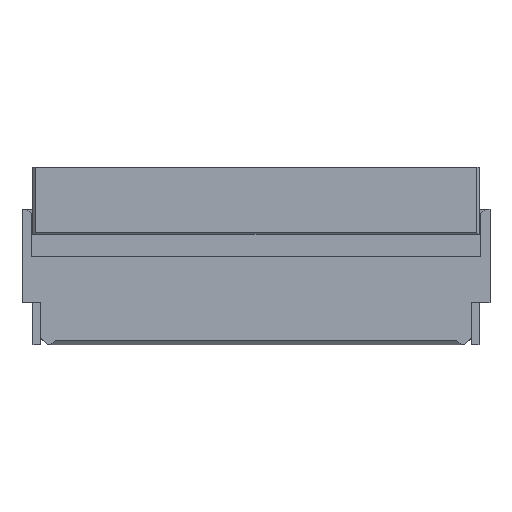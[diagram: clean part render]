
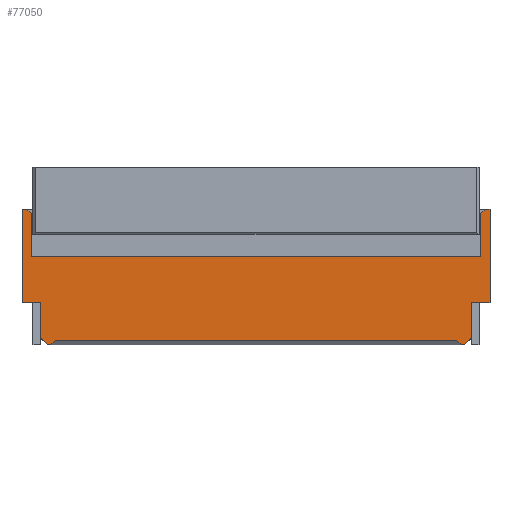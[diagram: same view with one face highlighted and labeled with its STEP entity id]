
A CAD part, top view. The second image highlights one B-rep face of the part: STEP entity #77050.
In plain terms, the highlighted planar face has unit normal (0, 0, 1).
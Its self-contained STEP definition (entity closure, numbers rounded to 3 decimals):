
#100=CARTESIAN_POINT('',(-4.9,1.,1.));
#110=VERTEX_POINT('',#100);
#360=CARTESIAN_POINT('',(-4.8,0.9,1.));
#370=VERTEX_POINT('',#360);
#400=CARTESIAN_POINT('',(12.,-15.9,1.));
#410=DIRECTION('',(-0.707,0.707,0.));
#420=VECTOR('',#410,1.);
#430=LINE('',#400,#420);
#440=EDGE_CURVE('',#370,#110,#430,.T.);
#2820=CARTESIAN_POINT('',(-4.8,-0.02,1.));
#2830=VERTEX_POINT('',#2820);
#2860=CARTESIAN_POINT('',(-4.8,0.695,1.));
#2870=DIRECTION('',(0.,1.,0.));
#2880=VECTOR('',#2870,1.);
#2890=LINE('',#2860,#2880);
#2900=EDGE_CURVE('',#2830,#370,#2890,.T.);
#5880=CARTESIAN_POINT('',(12.,1.,1.));
#5890=DIRECTION('',(-1.,0.,0.));
#5900=VECTOR('',#5890,1.);
#5910=LINE('',#5880,#5900);
#5920=CARTESIAN_POINT('',(-5.,1.,1.));
#5930=VERTEX_POINT('',#5920);
#5940=EDGE_CURVE('',#110,#5930,#5910,.T.);
#14940=CARTESIAN_POINT('',(-4.453,-1.9,1.));
#14950=VERTEX_POINT('',#14940);
#15110=CARTESIAN_POINT('',(-4.603,-1.75,1.));
#15120=VERTEX_POINT('',#15110);
#15150=CARTESIAN_POINT('',(-7.047,0.695,1.));
#15160=DIRECTION('',(0.707,-0.707,
0.));
#15170=VECTOR('',#15160,1.);
#15180=LINE('',#15150,#15170);
#15190=EDGE_CURVE('',#15120,#14950,#15180,.T.);
#17140=CARTESIAN_POINT('',(4.285,-1.8,1.));
#17150=VERTEX_POINT('',#17140);
#17180=CARTESIAN_POINT('',(1.79,0.695,
1.));
#17190=DIRECTION('',(-0.707,0.707,
0.));
#17200=VECTOR('',#17190,1.);
#17210=LINE('',#17180,#17200);
#17220=CARTESIAN_POINT('',(4.385,-1.9,1.));
#17230=VERTEX_POINT('',#17220);
#17240=EDGE_CURVE('',#17230,#17150,#17210,.T.);
#21600=CARTESIAN_POINT('',(-4.385,-1.9,1.));
#21610=VERTEX_POINT('',#21600);
#21640=CARTESIAN_POINT('',(-1.79,0.695,1.));
#21650=DIRECTION('',(0.707,0.707,
0.));
#21660=VECTOR('',#21650,1.);
#21670=LINE('',#21640,#21660);
#21680=CARTESIAN_POINT('',(-4.285,-1.8,1.));
#21690=VERTEX_POINT('',#21680);
#21700=EDGE_CURVE('',#21610,#21690,#21670,.T.);
#22190=CARTESIAN_POINT('',(-4.603,-1.,1.));
#22200=VERTEX_POINT('',#22190);
#22230=CARTESIAN_POINT('',(-4.603,0.695,1.));
#22240=DIRECTION('',(0.,1.,0.));
#22250=VECTOR('',#22240,1.);
#22260=LINE('',#22230,#22250);
#22270=EDGE_CURVE('',#15120,#22200,#22260,.T.);
#22800=CARTESIAN_POINT('',(-5.,-1.,1.));
#22810=VERTEX_POINT('',#22800);
#22840=CARTESIAN_POINT('',(12.,-1.,1.));
#22850=DIRECTION('',(1.,0.,0.));
#22860=VECTOR('',#22850,1.);
#22870=LINE('',#22840,#22860);
#22880=EDGE_CURVE('',#22810,#22200,#22870,.T.);
#28780=CARTESIAN_POINT('',(-5.,0.695,1.));
#28790=DIRECTION('',(0.,1.,0.));
#28800=VECTOR('',#28790,1.);
#28810=LINE('',#28780,#28800);
#28820=EDGE_CURVE('',#22810,#5930,#28810,.T.);
#42620=CARTESIAN_POINT('',(4.8,-0.02,1.));
#42630=VERTEX_POINT('',#42620);
#42660=CARTESIAN_POINT('',(3.,-0.02,1.));
#42670=DIRECTION('',(1.,0.,0.));
#42680=VECTOR('',#42670,1.);
#42690=LINE('',#42660,#42680);
#42700=EDGE_CURVE('',#2830,#42630,#42690,.T.);
#49980=CARTESIAN_POINT('',(6.,-1.8,1.));
#49990=DIRECTION('',(1.,0.,0.));
#50000=VECTOR('',#49990,1.);
#50010=LINE('',#49980,#50000);
#50020=EDGE_CURVE('',#21690,#17150,#50010,.T.);
#64470=CARTESIAN_POINT('',(7.047,0.695,
1.));
#64480=DIRECTION('',(-0.707,-0.707,
0.));
#64490=VECTOR('',#64480,1.);
#64500=LINE('',#64470,#64490);
#64510=CARTESIAN_POINT('',(4.603,-1.75,1.));
#64520=VERTEX_POINT('',#64510);
#64530=CARTESIAN_POINT('',(4.453,-1.9,1.));
#64540=VERTEX_POINT('',#64530);
#64550=EDGE_CURVE('',#64520,#64540,#64500,.T.);
#66880=CARTESIAN_POINT('',(4.603,0.695,1.));
#66890=DIRECTION('',(0.,1.,0.));
#66900=VECTOR('',#66890,1.);
#66910=LINE('',#66880,#66900);
#66920=CARTESIAN_POINT('',(4.603,-1.,1.));
#66930=VERTEX_POINT('',#66920);
#66940=EDGE_CURVE('',#64520,#66930,#66910,.T.);
#67440=CARTESIAN_POINT('',(-12.,-1.,1.));
#67450=DIRECTION('',(-1.,0.,0.));
#67460=VECTOR('',#67450,1.);
#67470=LINE('',#67440,#67460);
#67480=CARTESIAN_POINT('',(5.,-1.,1.));
#67490=VERTEX_POINT('',#67480);
#67500=EDGE_CURVE('',#67490,#66930,#67470,.T.);
#73520=CARTESIAN_POINT('',(5.,1.,1.));
#73530=VERTEX_POINT('',#73520);
#73600=CARTESIAN_POINT('',(5.,0.695,1.));
#73610=DIRECTION('',(0.,1.,0.));
#73620=VECTOR('',#73610,1.);
#73630=LINE('',#73600,#73620);
#73640=EDGE_CURVE('',#67490,#73530,#73630,.T.);
#73850=CARTESIAN_POINT('',(-12.,1.,1.));
#73860=DIRECTION('',(1.,0.,0.));
#73870=VECTOR('',#73860,1.);
#73880=LINE('',#73850,#73870);
#73890=CARTESIAN_POINT('',(4.9,1.,1.));
#73900=VERTEX_POINT('',#73890);
#73910=EDGE_CURVE('',#73900,#73530,#73880,.T.);
#75280=CARTESIAN_POINT('',(-12.,-15.9,1.));
#75290=DIRECTION('',(0.707,0.707,
0.));
#75300=VECTOR('',#75290,1.);
#75310=LINE('',#75280,#75300);
#75320=CARTESIAN_POINT('',(4.8,0.9,1.));
#75330=VERTEX_POINT('',#75320);
#75340=EDGE_CURVE('',#75330,#73900,#75310,.T.);
#76630=CARTESIAN_POINT('',(-43.177,-1.494,
1.));
#76640=DIRECTION('',(0.,0.,1.));
#76650=DIRECTION('',(0.,-1.,0.));
#76660=AXIS2_PLACEMENT_3D('',#76630,#76640,#76650);
#76670=PLANE('',#76660);
#76680=CARTESIAN_POINT('',(4.8,0.695,1.));
#76690=DIRECTION('',(0.,1.,0.));
#76700=VECTOR('',#76690,1.);
#76710=LINE('',#76680,#76700);
#76720=EDGE_CURVE('',#42630,#75330,#76710,.T.);
#76730=ORIENTED_EDGE('',*,*,#76720,.F.);
#76740=ORIENTED_EDGE('',*,*,#75340,.F.);
#76750=ORIENTED_EDGE('',*,*,#73910,.F.);
#76760=ORIENTED_EDGE('',*,*,#73640,.T.);
#76770=ORIENTED_EDGE('',*,*,#67500,.F.);
#76780=ORIENTED_EDGE('',*,*,#66940,.T.);
#76790=ORIENTED_EDGE('',*,*,#64550,.F.);
#76800=CARTESIAN_POINT('',(5.5,-1.9,1.));
#76810=DIRECTION('',(1.,0.,0.));
#76820=VECTOR('',#76810,1.);
#76830=LINE('',#76800,#76820);
#76840=EDGE_CURVE('',#17230,#64540,#76830,.T.);
#76850=ORIENTED_EDGE('',*,*,#76840,.T.);
#76860=ORIENTED_EDGE('',*,*,#17240,.F.);
#76870=ORIENTED_EDGE('',*,*,#50020,.T.);
#76880=ORIENTED_EDGE('',*,*,#21700,.T.);
#76890=CARTESIAN_POINT('',(-5.5,-1.9,1.));
#76900=DIRECTION('',(-1.,0.,0.));
#76910=VECTOR('',#76900,1.);
#76920=LINE('',#76890,#76910);
#76930=EDGE_CURVE('',#21610,#14950,#76920,.T.);
#76940=ORIENTED_EDGE('',*,*,#76930,.F.);
#76950=ORIENTED_EDGE('',*,*,#15190,.T.);
#76960=ORIENTED_EDGE('',*,*,#22270,.F.);
#76970=ORIENTED_EDGE('',*,*,#22880,.T.);
#76980=ORIENTED_EDGE('',*,*,#28820,.F.);
#76990=ORIENTED_EDGE('',*,*,#5940,.T.);
#77000=ORIENTED_EDGE('',*,*,#440,.T.);
#77010=ORIENTED_EDGE('',*,*,#2900,.T.);
#77020=ORIENTED_EDGE('',*,*,#42700,.F.);
#77030=EDGE_LOOP('',(#77020,#77010,#77000,#76990,#76980,#76970,#76960,
#76950,#76940,#76880,#76870,#76860,#76850,#76790,#76780,#76770,#76760,
#76750,#76740,#76730));
#77040=FACE_OUTER_BOUND('',#77030,.T.);
#77050=ADVANCED_FACE('',(#77040),#76670,.T.);
